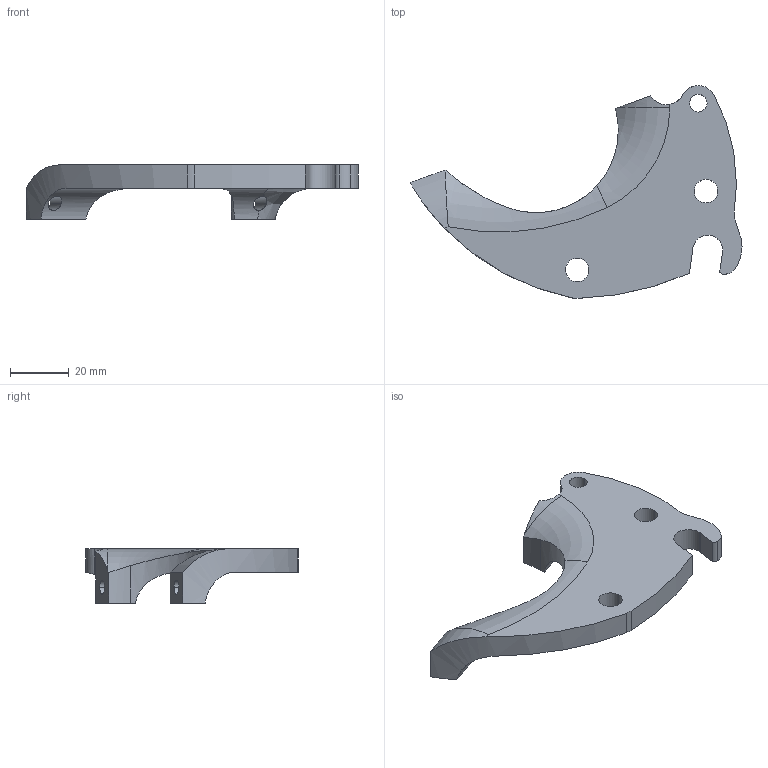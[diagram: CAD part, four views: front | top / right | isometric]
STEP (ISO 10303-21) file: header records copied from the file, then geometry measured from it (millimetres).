
FILE_DESCRIPTION (( 'STEP AP214' ), '1' );
FILE_NAME ('DR4026.STEP', '2018-11-28T20:36:15', ( 'JeffCAD' ), ( 'Microsoft' ), 'SwSTEP 2.0', 'SolidWorks 2018', '' );
FILE_SCHEMA (( 'AUTOMOTIVE_DESIGN' ));
Length unit declared in the file: inch
Products named in the file (1): DR4026
Bounding box: 112.78 x 72.27 x 18.49 mm (x, y, z)
Volume: 33650.4 mm3; surface area: 12111.8 mm2
Topology: 1 solids, 1 shells, 45 faces, 134 edges, 90 vertices
Faces by surface type: cylinder 30, plane 9, torus 3, bspline 3
Entity records: 2013 total; most frequent: CARTESIAN_POINT 756, ORIENTED_EDGE 268, DIRECTION 247, EDGE_CURVE 134, AXIS2_PLACEMENT_3D 100, VERTEX_POINT 90, CIRCLE 57, EDGE_LOOP 54
